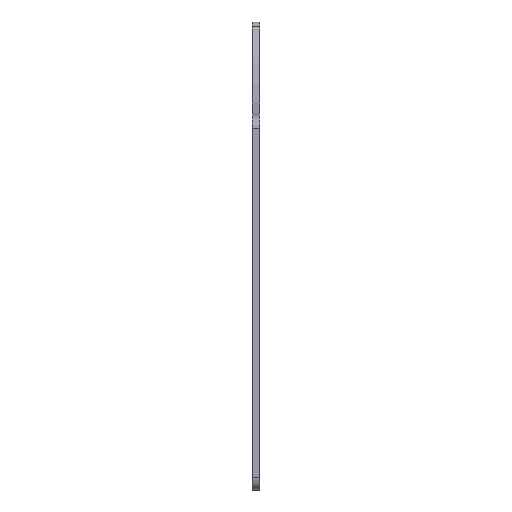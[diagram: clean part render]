
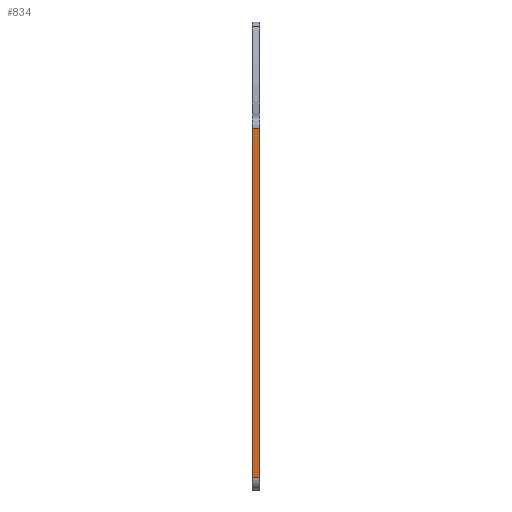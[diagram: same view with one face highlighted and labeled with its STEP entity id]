
A CAD part, left-side view. The second image highlights one B-rep face of the part: STEP entity #834.
In plain terms, the highlighted planar face has unit normal (-1, 0, 0).
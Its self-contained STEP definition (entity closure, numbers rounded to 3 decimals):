
#89=FACE_OUTER_BOUND('',#131,.T.);
#131=EDGE_LOOP('',(#658,#659,#660,#661));
#223=LINE('',#1336,#317);
#224=LINE('',#1339,#318);
#225=LINE('',#1341,#319);
#226=LINE('',#1342,#320);
#317=VECTOR('',#1088,10.);
#318=VECTOR('',#1091,10.);
#319=VECTOR('',#1092,10.);
#320=VECTOR('',#1093,10.);
#396=VERTEX_POINT('',#1332);
#397=VERTEX_POINT('',#1334);
#398=VERTEX_POINT('',#1338);
#399=VERTEX_POINT('',#1340);
#507=EDGE_CURVE('',#396,#397,#223,.T.);
#508=EDGE_CURVE('',#398,#396,#224,.T.);
#509=EDGE_CURVE('',#399,#397,#225,.T.);
#510=EDGE_CURVE('',#398,#399,#226,.T.);
#658=ORIENTED_EDGE('',*,*,#508,.T.);
#659=ORIENTED_EDGE('',*,*,#507,.T.);
#660=ORIENTED_EDGE('',*,*,#509,.F.);
#661=ORIENTED_EDGE('',*,*,#510,.F.);
#797=PLANE('',#894);
#834=ADVANCED_FACE('',(#89),#797,.T.);
#894=AXIS2_PLACEMENT_3D('',#1337,#1089,#1090);
#1088=DIRECTION('',(0.,-1.,0.));
#1089=DIRECTION('center_axis',(-1.,0.,0.));
#1090=DIRECTION('ref_axis',(0.,0.,
-1.));
#1091=DIRECTION('',(0.,0.,-1.));
#1092=DIRECTION('',(0.,0.,-1.));
#1093=DIRECTION('',(0.,-1.,0.));
#1332=CARTESIAN_POINT('',(-3.381,2.,2.381));
#1334=CARTESIAN_POINT('',(-3.381,0.,2.381));
#1336=CARTESIAN_POINT('',(-3.381,2.,2.381));
#1337=CARTESIAN_POINT('Origin',(-3.381,2.,97.631));
#1338=CARTESIAN_POINT('',(-3.381,2.,97.631));
#1339=CARTESIAN_POINT('',(-3.381,2.,97.631));
#1340=CARTESIAN_POINT('',(-3.381,0.,97.631));
#1341=CARTESIAN_POINT('',(-3.381,0.,97.631));
#1342=CARTESIAN_POINT('',(-3.381,2.,97.631));
